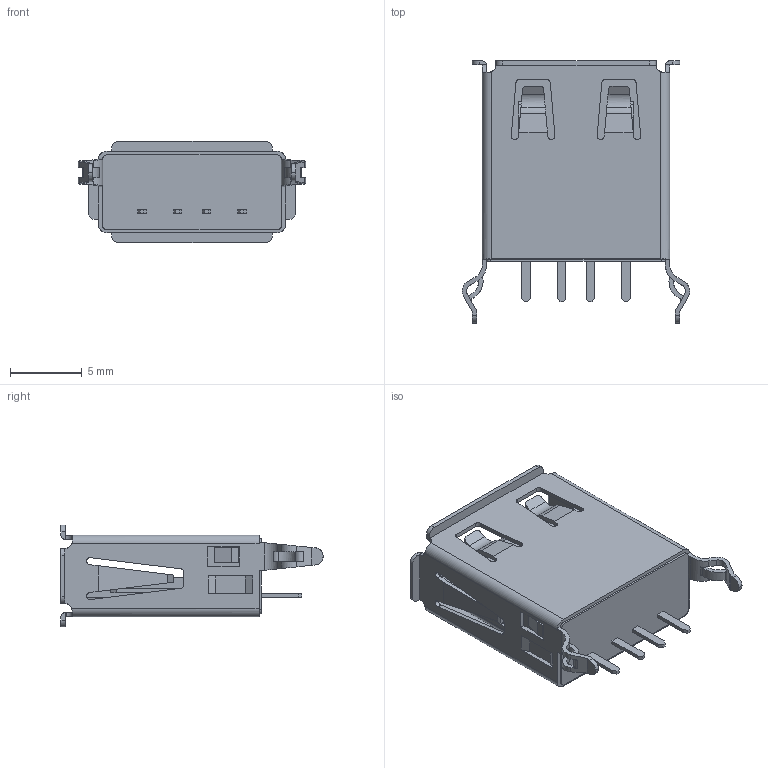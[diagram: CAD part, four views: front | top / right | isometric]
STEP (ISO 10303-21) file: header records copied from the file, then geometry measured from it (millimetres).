
FILE_DESCRIPTION (( 'STEP AP214' ), '1' );
FILE_NAME ('UE27AE54100.STEP', '2023-10-18T14:16:39', ( '' ), ( '' ), 'SwSTEP 2.0', 'SolidWorks 2021', '' );
FILE_SCHEMA (( 'AUTOMOTIVE_DESIGN' ));
Length unit declared in the file: millimetre
Products named in the file (2): UE27AE54100; UE27AE54100--3DModel-STEP-533217
Assembly tree (1 placements, depth 2):
  UE27AE54100
    UE27AE54100--3DModel-STEP-533217
Bounding box: 15.9 x 18.33 x 7.12 mm (x, y, z)
Volume: 636.3 mm3; surface area: 1286.8 mm2
Topology: 1 solids, 1 shells, 401 faces, 1171 edges, 774 vertices
Faces by surface type: plane 254, cylinder 147
Entity records: 13744 total; most frequent: CARTESIAN_POINT 3272, ORIENTED_EDGE 2342, DIRECTION 1942, EDGE_CURVE 1171, LINE 812, VECTOR 812, VERTEX_POINT 774, AXIS2_PLACEMENT_3D 565
